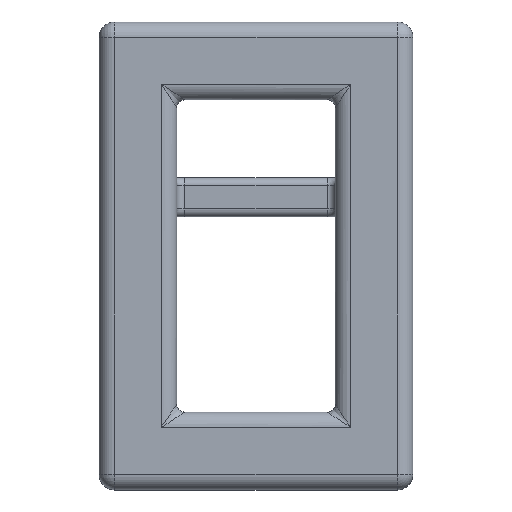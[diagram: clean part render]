
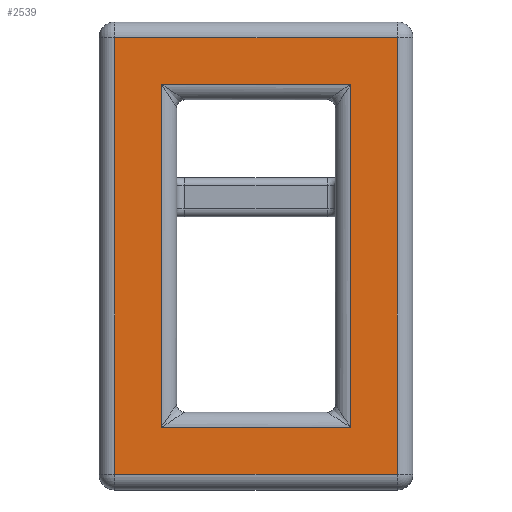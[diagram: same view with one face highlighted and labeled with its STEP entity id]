
A CAD part, top view. The second image highlights one B-rep face of the part: STEP entity #2539.
In plain terms, the highlighted planar face has unit normal (0, 0, 1).
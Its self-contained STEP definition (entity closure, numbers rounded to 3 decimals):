
#35 = ORIENTED_EDGE ( 'NONE', *, *, #2052, .F. ) ;
#92 = EDGE_CURVE ( 'NONE', #1435, #1650, #1089, .T. ) ;
#125 = EDGE_LOOP ( 'NONE', ( #2366, #2096, #182, #1119 ) ) ;
#144 = CARTESIAN_POINT ( 'NONE',  ( 12.2, -16.569, 0. ) ) ;
#182 = ORIENTED_EDGE ( 'NONE', *, *, #3038, .F. ) ;
#228 = EDGE_LOOP ( 'NONE', ( #1379, #2736, #35, #2635 ) ) ;
#278 = LINE ( 'NONE', #725, #2769 ) ;
#316 = DIRECTION ( 'NONE',  ( 1., 0., 0. ) ) ;
#332 = CARTESIAN_POINT ( 'NONE',  ( 18.2, -22.569, 0. ) ) ;
#348 = AXIS2_PLACEMENT_3D ( 'NONE', #1381, #2365, #415 ) ;
#387 = CARTESIAN_POINT ( 'NONE',  ( -10.2, 27.631, 0. ) ) ;
#415 = DIRECTION ( 'NONE',  ( 1., 0., 0. ) ) ;
#537 = VERTEX_POINT ( 'NONE', #2894 ) ;
#548 = VECTOR ( 'NONE', #795, 1000. ) ;
#562 = EDGE_CURVE ( 'NONE', #2620, #1435, #925, .T. ) ;
#568 = CARTESIAN_POINT ( 'NONE',  ( 0., 33.631, 0. ) ) ;
#623 = EDGE_CURVE ( 'NONE', #1845, #3075, #2977, .T. ) ;
#641 = EDGE_CURVE ( 'NONE', #2136, #537, #2424, .T. ) ;
#644 = DIRECTION ( 'NONE',  ( 0., -1., 0. ) ) ;
#693 = CARTESIAN_POINT ( 'NONE',  ( -18.2, -22.569, 0. ) ) ;
#701 = PLANE ( 'NONE',  #348 ) ;
#714 = CARTESIAN_POINT ( 'NONE',  ( 10.2, -16.569, 0. ) ) ;
#725 = CARTESIAN_POINT ( 'NONE',  ( -18.2, 0., 0. ) ) ;
#734 = VECTOR ( 'NONE', #316, 1000. ) ;
#795 = DIRECTION ( 'NONE',  ( 0., -1., 0. ) ) ;
#812 = LINE ( 'NONE', #387, #1238 ) ;
#838 = DIRECTION ( 'NONE',  ( 0., 1., 0. ) ) ;
#902 = CARTESIAN_POINT ( 'NONE',  ( -18.2, 33.631, 0. ) ) ;
#913 = FACE_BOUND ( 'NONE', #228, .T. ) ;
#922 = DIRECTION ( 'NONE',  ( 0., 1., 0. ) ) ;
#925 = LINE ( 'NONE', #714, #1087 ) ;
#1087 = VECTOR ( 'NONE', #1652, 1000. ) ;
#1089 = LINE ( 'NONE', #1334, #2598 ) ;
#1108 = LINE ( 'NONE', #1383, #2403 ) ;
#1119 = ORIENTED_EDGE ( 'NONE', *, *, #623, .F. ) ;
#1124 = EDGE_CURVE ( 'NONE', #1650, #1186, #812, .T. ) ;
#1186 = VERTEX_POINT ( 'NONE', #2750 ) ;
#1238 = VECTOR ( 'NONE', #2009, 1000. ) ;
#1334 = CARTESIAN_POINT ( 'NONE',  ( 12.2, 25.631, 0. ) ) ;
#1379 = ORIENTED_EDGE ( 'NONE', *, *, #92, .F. ) ;
#1381 = CARTESIAN_POINT ( 'NONE',  ( 0., 0., 0. ) ) ;
#1383 = CARTESIAN_POINT ( 'NONE',  ( -12.2, -14.569, 0. ) ) ;
#1435 = VERTEX_POINT ( 'NONE', #144 ) ;
#1464 = CARTESIAN_POINT ( 'NONE',  ( 0., -22.569, 0. ) ) ;
#1504 = CARTESIAN_POINT ( 'NONE',  ( 18.2, 0., 0. ) ) ;
#1650 = VERTEX_POINT ( 'NONE', #2364 ) ;
#1652 = DIRECTION ( 'NONE',  ( 1., 0., 0. ) ) ;
#1701 = DIRECTION ( 'NONE',  ( -1., 0., 0. ) ) ;
#1845 = VERTEX_POINT ( 'NONE', #332 ) ;
#2009 = DIRECTION ( 'NONE',  ( -1., 0., 0. ) ) ;
#2052 = EDGE_CURVE ( 'NONE', #1186, #2620, #1108, .T. ) ;
#2096 = ORIENTED_EDGE ( 'NONE', *, *, #641, .F. ) ;
#2136 = VERTEX_POINT ( 'NONE', #902 ) ;
#2213 = LINE ( 'NONE', #1504, #548 ) ;
#2240 = CARTESIAN_POINT ( 'NONE',  ( -12.2, -16.569, 0. ) ) ;
#2290 = EDGE_CURVE ( 'NONE', #537, #1845, #2213, .T. ) ;
#2364 = CARTESIAN_POINT ( 'NONE',  ( 12.2, 27.631, 0. ) ) ;
#2365 = DIRECTION ( 'NONE',  ( 0., 0., -1. ) ) ;
#2366 = ORIENTED_EDGE ( 'NONE', *, *, #2290, .F. ) ;
#2403 = VECTOR ( 'NONE', #644, 1000. ) ;
#2424 = LINE ( 'NONE', #568, #734 ) ;
#2539 = ADVANCED_FACE ( 'NONE', ( #913, #2638 ), #701, .F. ) ;
#2598 = VECTOR ( 'NONE', #838, 1000. ) ;
#2620 = VERTEX_POINT ( 'NONE', #2240 ) ;
#2635 = ORIENTED_EDGE ( 'NONE', *, *, #1124, .F. ) ;
#2638 = FACE_OUTER_BOUND ( 'NONE', #125, .T. ) ;
#2736 = ORIENTED_EDGE ( 'NONE', *, *, #562, .F. ) ;
#2750 = CARTESIAN_POINT ( 'NONE',  ( -12.2, 27.631, 0. ) ) ;
#2769 = VECTOR ( 'NONE', #922, 1000. ) ;
#2894 = CARTESIAN_POINT ( 'NONE',  ( 18.2, 33.631, 0. ) ) ;
#2977 = LINE ( 'NONE', #1464, #3104 ) ;
#3038 = EDGE_CURVE ( 'NONE', #3075, #2136, #278, .T. ) ;
#3075 = VERTEX_POINT ( 'NONE', #693 ) ;
#3104 = VECTOR ( 'NONE', #1701, 1000. ) ;
